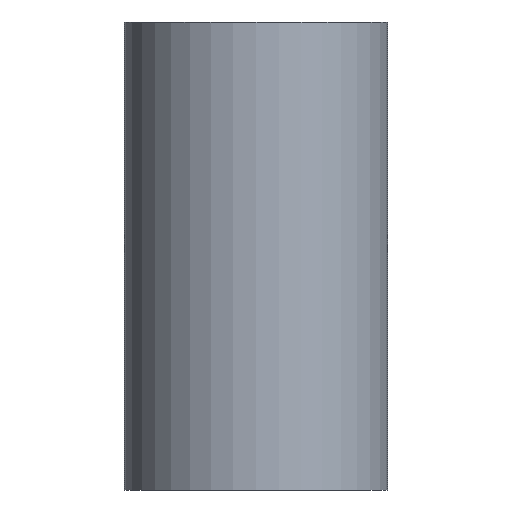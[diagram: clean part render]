
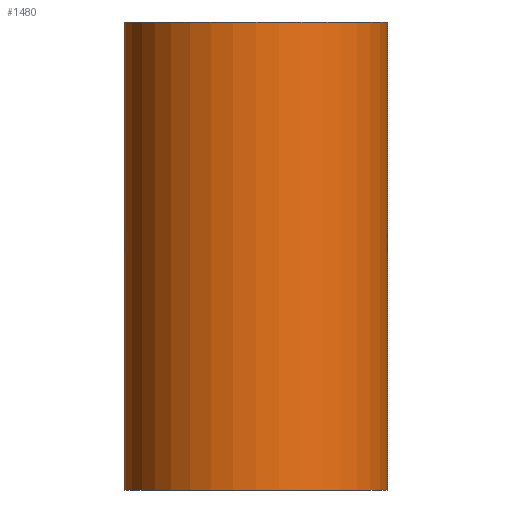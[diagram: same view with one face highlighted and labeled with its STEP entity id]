
A CAD part, front view. The second image highlights one B-rep face of the part: STEP entity #1480.
In plain terms, the highlighted cylindrical face has radius 68 mm (diameter 136 mm), a partial arc.
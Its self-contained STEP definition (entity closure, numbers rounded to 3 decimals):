
#20 = ORIENTED_EDGE ( 'NONE', *, *, #723, .T. ) ;
#68 = CIRCLE ( 'NONE', #1809, 68. ) ;
#140 = LINE ( 'NONE', #1496, #757 ) ;
#142 = CARTESIAN_POINT ( 'NONE',  ( 68., 0., 0. ) ) ;
#159 = DIRECTION ( 'NONE',  ( 0., 0., 1. ) ) ;
#273 = CARTESIAN_POINT ( 'NONE',  ( 0., 0., 0. ) ) ;
#295 = DIRECTION ( 'NONE',  ( 0., 0., 1. ) ) ;
#300 = EDGE_CURVE ( 'NONE', #949, #2162, #140, .T. ) ;
#312 = ORIENTED_EDGE ( 'NONE', *, *, #1699, .F. ) ;
#322 = CYLINDRICAL_SURFACE ( 'NONE', #1068, 68. ) ;
#526 = CARTESIAN_POINT ( 'NONE',  ( -68., 0., 0. ) ) ;
#538 = CARTESIAN_POINT ( 'NONE',  ( -68., 0., 20. ) ) ;
#552 = CIRCLE ( 'NONE', #2258, 68. ) ;
#566 = FACE_OUTER_BOUND ( 'NONE', #2474, .T. ) ;
#723 = EDGE_CURVE ( 'NONE', #2324, #949, #68, .T. ) ;
#757 = VECTOR ( 'NONE', #295, 1000. ) ;
#759 = CARTESIAN_POINT ( 'NONE',  ( 0., 0., 20. ) ) ;
#854 = DIRECTION ( 'NONE',  ( 0., 0., 1. ) ) ;
#949 = VERTEX_POINT ( 'NONE', #142 ) ;
#973 = LINE ( 'NONE', #538, #1627 ) ;
#1068 = AXIS2_PLACEMENT_3D ( 'NONE', #759, #1587, #2021 ) ;
#1169 = CARTESIAN_POINT ( 'NONE',  ( 0., 0., 242. ) ) ;
#1420 = ORIENTED_EDGE ( 'NONE', *, *, #2482, .F. ) ;
#1480 = ADVANCED_FACE ( 'NONE', ( #566 ), #322, .T. ) ;
#1496 = CARTESIAN_POINT ( 'NONE',  ( 68., 0., 20. ) ) ;
#1566 = ORIENTED_EDGE ( 'NONE', *, *, #300, .T. ) ;
#1587 = DIRECTION ( 'NONE',  ( 0., 0., 1. ) ) ;
#1627 = VECTOR ( 'NONE', #159, 1000. ) ;
#1645 = CARTESIAN_POINT ( 'NONE',  ( -68., 0., 242. ) ) ;
#1689 = CARTESIAN_POINT ( 'NONE',  ( 68., 0., 242. ) ) ;
#1699 = EDGE_CURVE ( 'NONE', #2612, #2162, #552, .T. ) ;
#1809 = AXIS2_PLACEMENT_3D ( 'NONE', #273, #854, #2285 ) ;
#1989 = DIRECTION ( 'NONE',  ( 1., 0., 0. ) ) ;
#2021 = DIRECTION ( 'NONE',  ( 1., 0., 0. ) ) ;
#2162 = VERTEX_POINT ( 'NONE', #1689 ) ;
#2258 = AXIS2_PLACEMENT_3D ( 'NONE', #1169, #2562, #1989 ) ;
#2285 = DIRECTION ( 'NONE',  ( 1., 0., 0. ) ) ;
#2324 = VERTEX_POINT ( 'NONE', #526 ) ;
#2474 = EDGE_LOOP ( 'NONE', ( #1420, #20, #1566, #312 ) ) ;
#2482 = EDGE_CURVE ( 'NONE', #2324, #2612, #973, .T. ) ;
#2562 = DIRECTION ( 'NONE',  ( 0., 0., 1. ) ) ;
#2612 = VERTEX_POINT ( 'NONE', #1645 ) ;
